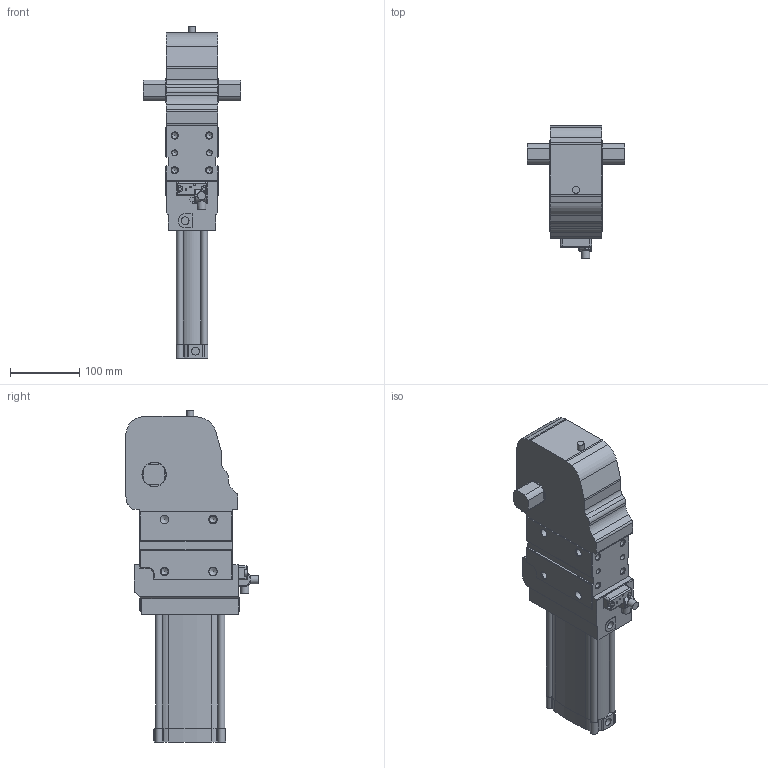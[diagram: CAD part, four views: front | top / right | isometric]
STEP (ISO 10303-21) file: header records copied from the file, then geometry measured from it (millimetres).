
FILE_DESCRIPTION(/* description */ (''),/* implementation_level */ '2;1');
FILE_NAME(/* name */ 'HE2P3EG.stp',/* time_stamp */ '2016-04-18T08:59:42+02:00',/* author */ ('donadda1'),/* organization */ ('Pneumax S.p.A.'),/* preprocessor_version */ 'ST-DEVELOPER v15.2',/* originating_system */ 'Autodesk Inventor 2014',/* authorisation */ '');
FILE_SCHEMA (('AUTOMOTIVE_DESIGN { 1 0 10303 214 3 1 1 }'));
Length unit declared in the file: millimetre
Products named in the file (4): CHIUSURA 86-NAAMS; ES001; ES001_CONN_90°; HE2P3EG
Bounding box: 140 x 191.3 x 479 mm (x, y, z)
Volume: 3793549.9 mm3; surface area: 231997 mm2
Topology: 3 solids, 3 shells, 424 faces, 1054 edges, 672 vertices
Faces by surface type: plane 217, cylinder 142, cone 46, bspline 9, torus 8, sphere 2
Full cylindrical faces by diameter (mm): 4.134 x2, 5 x4, 5.489 x4, 8 x4, 8.376 x8, 8.5 x4, 10 x1, 10.106 x4, 11.445 x2, 12 x6, 17 x2, 35 x2
Entity records: 12155 total; most frequent: CARTESIAN_POINT 2280, DIRECTION 2105, ORIENTED_EDGE 1874, EDGE_CURVE 937, AXIS2_PLACEMENT_3D 762, VERTEX_POINT 642, LINE 581, VECTOR 581
